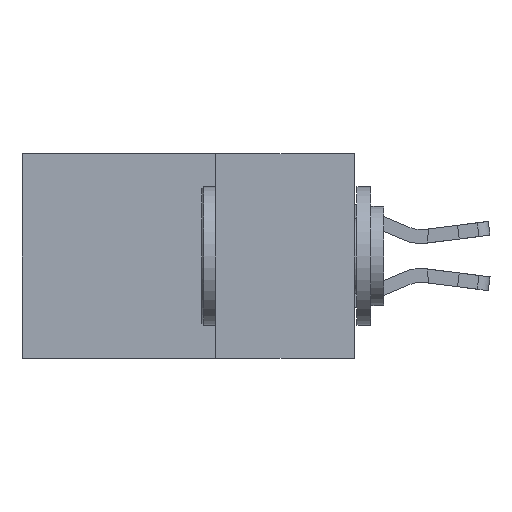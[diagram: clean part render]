
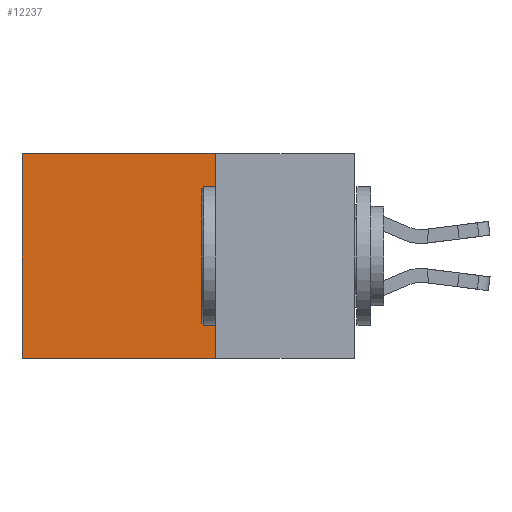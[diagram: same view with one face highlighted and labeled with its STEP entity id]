
A CAD part, left-side view. The second image highlights one B-rep face of the part: STEP entity #12237.
In plain terms, the highlighted planar face has unit normal (-1, 0, 0).
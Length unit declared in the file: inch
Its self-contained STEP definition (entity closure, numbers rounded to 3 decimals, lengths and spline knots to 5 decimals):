
#605 = CARTESIAN_POINT ( 'NONE',  ( 0.2615, 0.25, -0.37 ) ) ;
#1344 = DIRECTION ( 'NONE',  ( 0., 0., -1. ) ) ;
#1528 = CARTESIAN_POINT ( 'NONE',  ( 0.2615, 0.25, 0. ) ) ;
#1928 = VERTEX_POINT ( 'NONE', #7787 ) ;
#1944 = LINE ( 'NONE', #21997, #10744 ) ;
#2523 = FACE_OUTER_BOUND ( 'NONE', #12968, .T. ) ;
#2908 = PLANE ( 'NONE',  #15157 ) ;
#3107 = CARTESIAN_POINT ( 'NONE',  ( 0.2615, 0.25, 0. ) ) ;
#3278 = VECTOR ( 'NONE', #21314, 39.37008 ) ;
#3822 = LINE ( 'NONE', #605, #3278 ) ;
#4117 = CARTESIAN_POINT ( 'NONE',  ( 0.2615, 0.25, -0.37 ) ) ;
#5883 = CARTESIAN_POINT ( 'NONE',  ( 0.2615, 0.25, -0.37 ) ) ;
#5910 = DIRECTION ( 'NONE',  ( 0., 0., -1. ) ) ;
#6490 = DIRECTION ( 'NONE',  ( 0., 0., -1. ) ) ;
#7787 = CARTESIAN_POINT ( 'NONE',  ( 0.2615, 0.6, -0.37 ) ) ;
#7832 = VERTEX_POINT ( 'NONE', #5883 ) ;
#7853 = EDGE_CURVE ( 'NONE', #7832, #1928, #3822, .T. ) ;
#10324 = EDGE_CURVE ( 'NONE', #13097, #10404, #13785, .T. ) ;
#10404 = VERTEX_POINT ( 'NONE', #14911 ) ;
#10744 = VECTOR ( 'NONE', #1344, 39.37008 ) ;
#12031 = DIRECTION ( 'NONE',  ( 0., 1., 0. ) ) ;
#12237 = ADVANCED_FACE ( 'NONE', ( #2523 ), #2908, .F. ) ;
#12921 = ORIENTED_EDGE ( 'NONE', *, *, #10324, .T. ) ;
#12968 = EDGE_LOOP ( 'NONE', ( #18807, #13932, #18312, #12921 ) ) ;
#13097 = VERTEX_POINT ( 'NONE', #3107 ) ;
#13785 = LINE ( 'NONE', #1528, #14320 ) ;
#13932 = ORIENTED_EDGE ( 'NONE', *, *, #7853, .F. ) ;
#14320 = VECTOR ( 'NONE', #12031, 39.37008 ) ;
#14911 = CARTESIAN_POINT ( 'NONE',  ( 0.2615, 0.6, 0. ) ) ;
#15157 = AXIS2_PLACEMENT_3D ( 'NONE', #20179, #16813, #6490 ) ;
#16342 = LINE ( 'NONE', #4117, #20366 ) ;
#16813 = DIRECTION ( 'NONE',  ( 1., 0., 0. ) ) ;
#17700 = EDGE_CURVE ( 'NONE', #10404, #1928, #1944, .T. ) ;
#18137 = EDGE_CURVE ( 'NONE', #13097, #7832, #16342, .T. ) ;
#18312 = ORIENTED_EDGE ( 'NONE', *, *, #18137, .F. ) ;
#18807 = ORIENTED_EDGE ( 'NONE', *, *, #17700, .T. ) ;
#20179 = CARTESIAN_POINT ( 'NONE',  ( 0.2615, 0.25, -0.37 ) ) ;
#20366 = VECTOR ( 'NONE', #5910, 39.37008 ) ;
#21314 = DIRECTION ( 'NONE',  ( 0., 1., 0. ) ) ;
#21997 = CARTESIAN_POINT ( 'NONE',  ( 0.2615, 0.6, -0.37 ) ) ;
